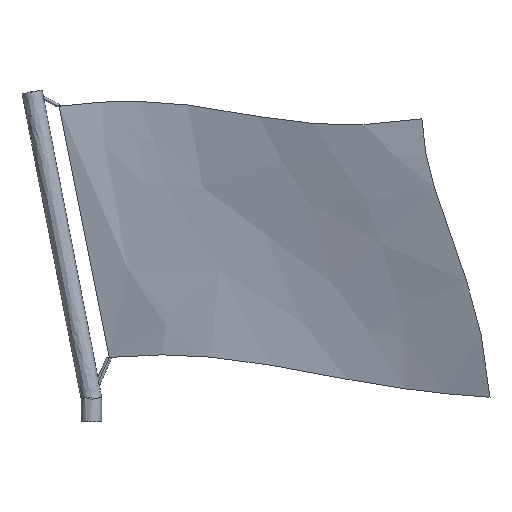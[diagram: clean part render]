
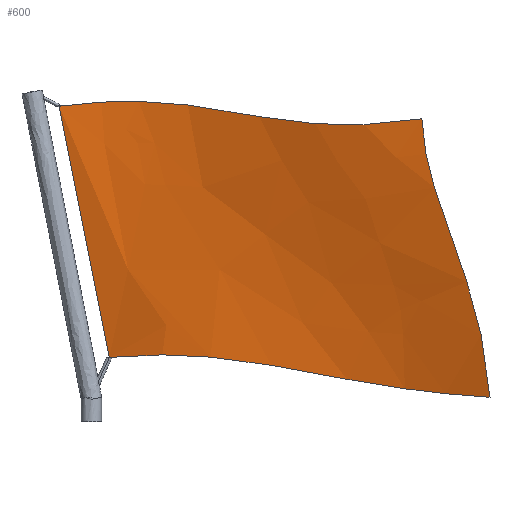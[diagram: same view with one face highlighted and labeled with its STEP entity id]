
A CAD part, top view. The second image highlights one B-rep face of the part: STEP entity #600.
In plain terms, the highlighted free-form (B-spline) face has degree [3, 3] with [4, 4] control points.
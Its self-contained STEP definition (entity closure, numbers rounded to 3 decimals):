
#600 = ADVANCED_FACE('',(#601),#637,.T.);
#601 = FACE_BOUND('',#602,.T.);
#602 = EDGE_LOOP('',(#603,#612,#621,#630));
#603 = ORIENTED_EDGE('',*,*,#604,.T.);
#604 = EDGE_CURVE('',#605,#607,#609,.T.);
#605 = VERTEX_POINT('',#606);
#606 = CARTESIAN_POINT('',(-5.514,49.862,0.));
#607 = VERTEX_POINT('',#608);
#608 = CARTESIAN_POINT('',(3.097,6.854,0.));
#609 = B_SPLINE_CURVE_WITH_KNOTS('',1,(#610,#611),.UNSPECIFIED.,.F.,.F.,
  (2,2),(-15.645,15.645),.PIECEWISE_BEZIER_KNOTS.);
#610 = CARTESIAN_POINT('',(-5.514,49.862,0.));
#611 = CARTESIAN_POINT('',(3.097,6.854,0.));
#612 = ORIENTED_EDGE('',*,*,#613,.T.);
#613 = EDGE_CURVE('',#607,#614,#616,.T.);
#614 = VERTEX_POINT('',#615);
#615 = CARTESIAN_POINT('',(68.265,0.,
    14.018));
#616 = B_SPLINE_CURVE_WITH_KNOTS('',3,(#617,#618,#619,#620),
  .UNSPECIFIED.,.F.,.F.,(4,4),(0.,1.),.PIECEWISE_BEZIER_KNOTS.);
#617 = CARTESIAN_POINT('',(3.097,6.854,0.));
#618 = CARTESIAN_POINT('',(27.076,9.123,9.557
    ));
#619 = CARTESIAN_POINT('',(40.106,1.65,1.167
    ));
#620 = CARTESIAN_POINT('',(68.265,0.,
    14.018));
#621 = ORIENTED_EDGE('',*,*,#622,.T.);
#622 = EDGE_CURVE('',#614,#623,#625,.T.);
#623 = VERTEX_POINT('',#624);
#624 = CARTESIAN_POINT('',(56.581,47.666,
    14.018));
#625 = B_SPLINE_CURVE_WITH_KNOTS('',3,(#626,#627,#628,#629),
  .UNSPECIFIED.,.F.,.F.,(4,4),(0.,1.),.PIECEWISE_BEZIER_KNOTS.);
#626 = CARTESIAN_POINT('',(68.265,0.,
    14.018));
#627 = CARTESIAN_POINT('',(66.561,21.853,
    14.018));
#628 = CARTESIAN_POINT('',(57.392,32.087,
    14.018));
#629 = CARTESIAN_POINT('',(56.581,47.666,
    14.018));
#630 = ORIENTED_EDGE('',*,*,#631,.T.);
#631 = EDGE_CURVE('',#623,#605,#632,.T.);
#632 = B_SPLINE_CURVE_WITH_KNOTS('',3,(#633,#634,#635,#636),
  .UNSPECIFIED.,.F.,.F.,(4,4),(0.,1.),.PIECEWISE_BEZIER_KNOTS.);
#633 = CARTESIAN_POINT('',(56.581,47.666,
    14.018));
#634 = CARTESIAN_POINT('',(29.234,43.49,
    10.671));
#635 = CARTESIAN_POINT('',(22.33,53.575,
    -0.526));
#636 = CARTESIAN_POINT('',(-5.514,49.862,0.));
#637 = B_SPLINE_SURFACE_WITH_KNOTS('',3,3,(
    (#638,#639,#640,#641)
    ,(#642,#643,#644,#645)
    ,(#646,#647,#648,#649)
    ,(#650,#651,#652,#653
    )),.UNSPECIFIED.,.F.,.F.,.F.,(4,4),(4,4),(0.,1.),(0.,1.),
  .PIECEWISE_BEZIER_KNOTS.);
#638 = CARTESIAN_POINT('',(-5.514,49.862,0.));
#639 = CARTESIAN_POINT('',(22.33,53.575,
    -0.526));
#640 = CARTESIAN_POINT('',(29.234,43.49,
    10.671));
#641 = CARTESIAN_POINT('',(56.581,47.666,
    14.018));
#642 = CARTESIAN_POINT('',(-2.644,35.526,0.));
#643 = CARTESIAN_POINT('',(22.884,38.861,
    2.835));
#644 = CARTESIAN_POINT('',(30.802,29.75,
    7.503));
#645 = CARTESIAN_POINT('',(57.392,32.087,
    14.018));
#646 = CARTESIAN_POINT('',(0.226,21.19,0.));
#647 = CARTESIAN_POINT('',(26.224,25.929,
    6.196));
#648 = CARTESIAN_POINT('',(37.942,19.573,
    4.335));
#649 = CARTESIAN_POINT('',(66.561,21.853,
    14.018));
#650 = CARTESIAN_POINT('',(3.097,6.854,0.));
#651 = CARTESIAN_POINT('',(27.076,9.123,9.557
    ));
#652 = CARTESIAN_POINT('',(40.106,1.65,1.167
    ));
#653 = CARTESIAN_POINT('',(68.265,0.,
    14.018));
